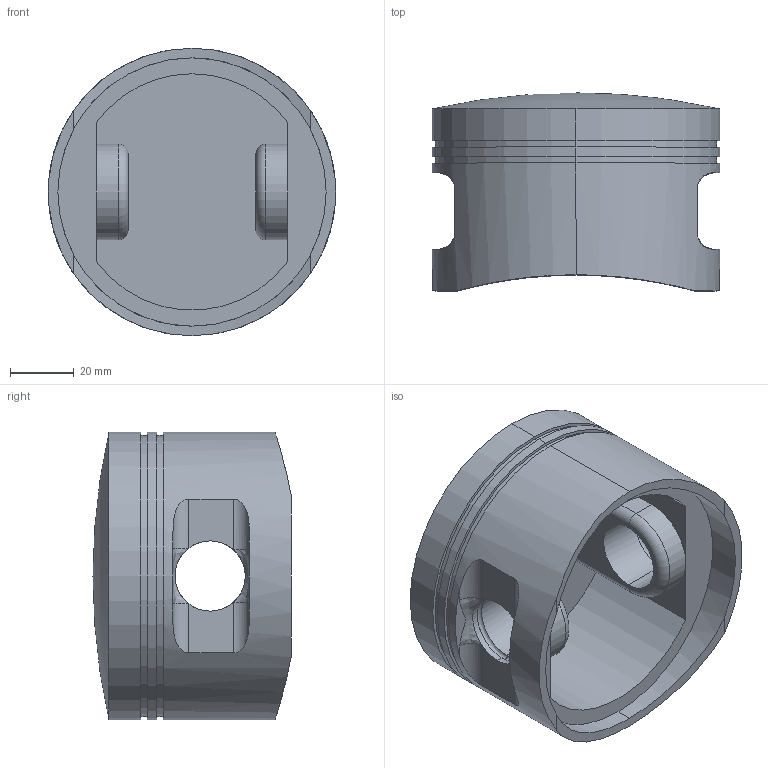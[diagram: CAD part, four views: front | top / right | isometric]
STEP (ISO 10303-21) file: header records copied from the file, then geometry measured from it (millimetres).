
FILE_DESCRIPTION (( 'STEP AP203' ), '1' );
FILE_NAME ('Part2.STEP', '2016-08-29T15:28:11', ( '' ), ( '' ), 'SwSTEP 2.0', 'SolidWorks 2016', '' );
FILE_SCHEMA (( 'CONFIG_CONTROL_DESIGN' ));
Length unit declared in the file: millimetre
Products named in the file (1): Part2
Bounding box: 90 x 62 x 90 mm (x, y, z)
Volume: 165761.2 mm3; surface area: 43112.1 mm2
Topology: 1 solids, 1 shells, 76 faces, 196 edges, 126 vertices
Faces by surface type: cylinder 39, plane 26, torus 6, bspline 4, sphere 1
Entity records: 3480 total; most frequent: CARTESIAN_POINT 1574, ORIENTED_EDGE 386, DIRECTION 381, EDGE_CURVE 193, AXIS2_PLACEMENT_3D 151, VERTEX_POINT 124, EDGE_LOOP 85, VECTOR 79
